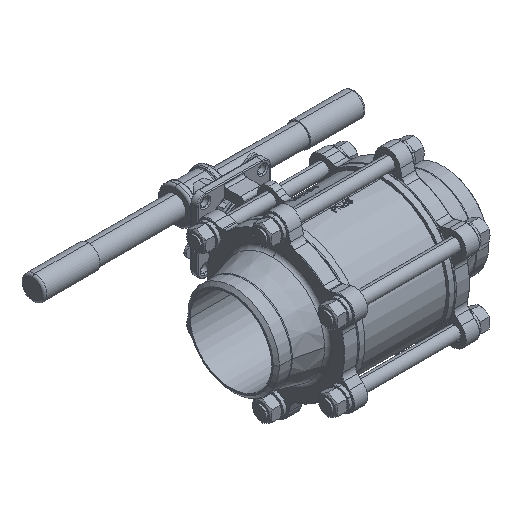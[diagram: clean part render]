
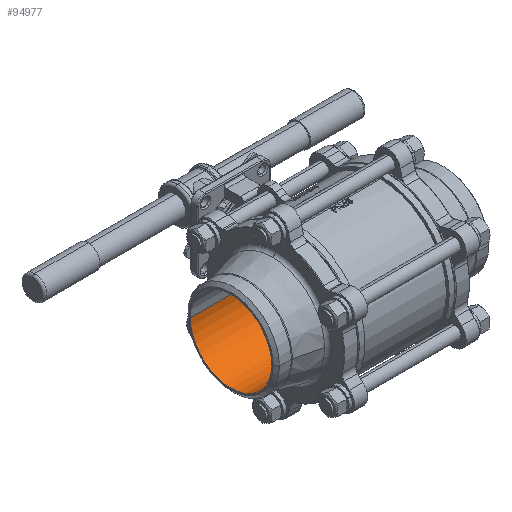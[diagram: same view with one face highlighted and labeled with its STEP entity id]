
A CAD part, isometric view. The second image highlights one B-rep face of the part: STEP entity #94977.
In plain terms, the highlighted cylindrical face has radius 51.15 mm (diameter 102.3 mm), a partial arc.
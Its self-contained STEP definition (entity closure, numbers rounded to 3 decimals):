
#245 = VERTEX_POINT ( 'NONE', #45083 ) ;
#4055 = ORIENTED_EDGE ( 'NONE', *, *, #7061, .T. ) ;
#6388 = EDGE_LOOP ( 'NONE', ( #74974, #49863, #4055, #15503 ) ) ;
#7061 = EDGE_CURVE ( 'NONE', #95288, #15206, #98399, .T. ) ;
#10914 = FACE_OUTER_BOUND ( 'NONE', #6388, .T. ) ;
#13237 = DIRECTION ( 'NONE',  ( 1., 0., 0. ) ) ;
#15206 = VERTEX_POINT ( 'NONE', #62321 ) ;
#15503 = ORIENTED_EDGE ( 'NONE', *, *, #97941, .F. ) ;
#15619 = CARTESIAN_POINT ( 'NONE',  ( -135., 51.15, 0. ) ) ;
#18492 = CARTESIAN_POINT ( 'NONE',  ( -202.5, 0., 0. ) ) ;
#27076 = CARTESIAN_POINT ( 'NONE',  ( -202.5, -51.15, 0. ) ) ;
#28951 = CARTESIAN_POINT ( 'NONE',  ( 135., 0., 0. ) ) ;
#32109 = CARTESIAN_POINT ( 'NONE',  ( 135., -51.15, 0. ) ) ;
#34678 = CYLINDRICAL_SURFACE ( 'NONE', #99232, 51.15 ) ;
#35156 = DIRECTION ( 'NONE',  ( 0., -1., 0. ) ) ;
#39772 = VECTOR ( 'NONE', #13237, 1000. ) ;
#40659 = EDGE_CURVE ( 'NONE', #67252, #245, #99939, .T. ) ;
#44577 = DIRECTION ( 'NONE',  ( 1., 0., 0. ) ) ;
#45081 = CARTESIAN_POINT ( 'NONE',  ( -202.5, 51.15, 0. ) ) ;
#45083 = CARTESIAN_POINT ( 'NONE',  ( -135., -51.15, 0. ) ) ;
#49863 = ORIENTED_EDGE ( 'NONE', *, *, #74519, .T. ) ;
#50798 = DIRECTION ( 'NONE',  ( 1., 0., 0. ) ) ;
#56350 = AXIS2_PLACEMENT_3D ( 'NONE', #76038, #75028, #35156 ) ;
#57877 = VECTOR ( 'NONE', #50798, 1000. ) ;
#61739 = DIRECTION ( 'NONE',  ( 0., 1., 0. ) ) ;
#62321 = CARTESIAN_POINT ( 'NONE',  ( 135., 51.15, 0. ) ) ;
#66460 = LINE ( 'NONE', #27076, #57877 ) ;
#67252 = VERTEX_POINT ( 'NONE', #15619 ) ;
#73090 = DIRECTION ( 'NONE',  ( 1., 0., 0. ) ) ;
#73913 = LINE ( 'NONE', #45081, #39772 ) ;
#74519 = EDGE_CURVE ( 'NONE', #245, #95288, #66460, .T. ) ;
#74974 = ORIENTED_EDGE ( 'NONE', *, *, #40659, .T. ) ;
#75028 = DIRECTION ( 'NONE',  ( -1., 0., 0. ) ) ;
#76038 = CARTESIAN_POINT ( 'NONE',  ( -135., 0., 0. ) ) ;
#85492 = AXIS2_PLACEMENT_3D ( 'NONE', #28951, #44577, #61739 ) ;
#89255 = DIRECTION ( 'NONE',  ( 0., 1., 0. ) ) ;
#94977 = ADVANCED_FACE ( 'NONE', ( #10914 ), #34678, .F. ) ;
#95288 = VERTEX_POINT ( 'NONE', #32109 ) ;
#97941 = EDGE_CURVE ( 'NONE', #67252, #15206, #73913, .T. ) ;
#98399 = CIRCLE ( 'NONE', #85492, 51.15 ) ;
#99232 = AXIS2_PLACEMENT_3D ( 'NONE', #18492, #73090, #89255 ) ;
#99939 = CIRCLE ( 'NONE', #56350, 51.15 ) ;
